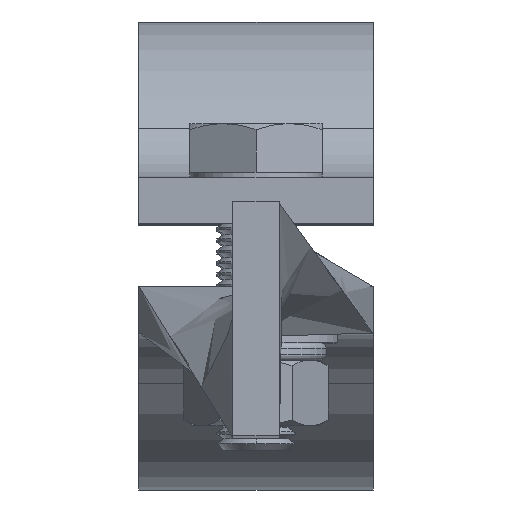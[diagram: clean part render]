
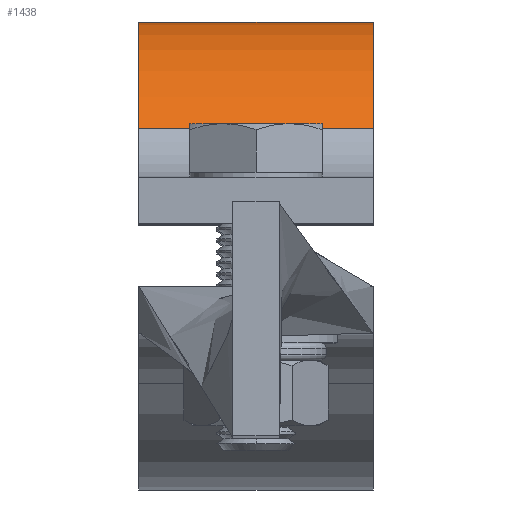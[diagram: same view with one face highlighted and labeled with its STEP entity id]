
A CAD part, top view. The second image highlights one B-rep face of the part: STEP entity #1438.
In plain terms, the highlighted cylindrical face has radius 30 mm (diameter 60 mm), a partial arc.
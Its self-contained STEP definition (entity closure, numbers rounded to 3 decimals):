
#70 = CARTESIAN_POINT ( 'NONE',  ( 15., 16.364, -25.144 ) ) ;
#100 = CARTESIAN_POINT ( 'NONE',  ( -15., 0., 0. ) ) ;
#330 = DIRECTION ( 'NONE',  ( 0., 0., -1. ) ) ;
#953 = CARTESIAN_POINT ( 'NONE',  ( -15., 16.364, 25.144 ) ) ;
#1182 = FACE_OUTER_BOUND ( 'NONE', #9433, .T. ) ;
#1438 = ADVANCED_FACE ( 'NONE', ( #1182 ), #7999, .T. ) ;
#1849 = AXIS2_PLACEMENT_3D ( 'NONE', #15324, #6525, #330 ) ;
#2820 = CARTESIAN_POINT ( 'NONE',  ( 15., 16.364, 25.144 ) ) ;
#3145 = DIRECTION ( 'NONE',  ( 1., 0., 0. ) ) ;
#3728 = CIRCLE ( 'NONE', #1849, 30. ) ;
#3839 = DIRECTION ( 'NONE',  ( -1., 0., 0. ) ) ;
#4276 = LINE ( 'NONE', #13080, #6600 ) ;
#4438 = EDGE_CURVE ( 'NONE', #8775, #11303, #4681, .T. ) ;
#4681 = CIRCLE ( 'NONE', #14321, 30. ) ;
#4892 = EDGE_CURVE ( 'NONE', #9051, #8378, #3728, .T. ) ;
#5654 = DIRECTION ( 'NONE',  ( -1., 0., 0. ) ) ;
#6525 = DIRECTION ( 'NONE',  ( 1., 0., 0. ) ) ;
#6600 = VECTOR ( 'NONE', #5654, 1000. ) ;
#6726 = CARTESIAN_POINT ( 'NONE',  ( 15., 16.364, -25.144 ) ) ;
#6791 = EDGE_CURVE ( 'NONE', #9051, #8775, #13539, .T. ) ;
#7999 = CYLINDRICAL_SURFACE ( 'NONE', #8243, 30. ) ;
#8047 = CARTESIAN_POINT ( 'NONE',  ( 15., 0., 0. ) ) ;
#8243 = AXIS2_PLACEMENT_3D ( 'NONE', #8047, #15470, #12405 ) ;
#8378 = VERTEX_POINT ( 'NONE', #2820 ) ;
#8775 = VERTEX_POINT ( 'NONE', #17545 ) ;
#9051 = VERTEX_POINT ( 'NONE', #70 ) ;
#9433 = EDGE_LOOP ( 'NONE', ( #11400, #17547, #14762, #15902 ) ) ;
#11303 = VERTEX_POINT ( 'NONE', #953 ) ;
#11400 = ORIENTED_EDGE ( 'NONE', *, *, #4438, .T. ) ;
#12405 = DIRECTION ( 'NONE',  ( 0., 0., 1. ) ) ;
#12601 = VECTOR ( 'NONE', #3839, 1000. ) ;
#13080 = CARTESIAN_POINT ( 'NONE',  ( 15., 16.364, 25.144 ) ) ;
#13539 = LINE ( 'NONE', #6726, #12601 ) ;
#14321 = AXIS2_PLACEMENT_3D ( 'NONE', #100, #3145, #19328 ) ;
#14747 = EDGE_CURVE ( 'NONE', #8378, #11303, #4276, .T. ) ;
#14762 = ORIENTED_EDGE ( 'NONE', *, *, #4892, .F. ) ;
#15324 = CARTESIAN_POINT ( 'NONE',  ( 15., 0., 0. ) ) ;
#15470 = DIRECTION ( 'NONE',  ( -1., 0., 0. ) ) ;
#15902 = ORIENTED_EDGE ( 'NONE', *, *, #6791, .T. ) ;
#17545 = CARTESIAN_POINT ( 'NONE',  ( -15., 16.364, -25.144 ) ) ;
#17547 = ORIENTED_EDGE ( 'NONE', *, *, #14747, .F. ) ;
#19328 = DIRECTION ( 'NONE',  ( 0., 0., -1. ) ) ;
